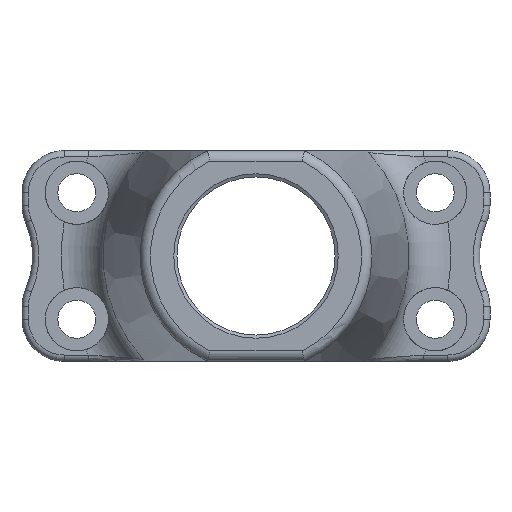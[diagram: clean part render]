
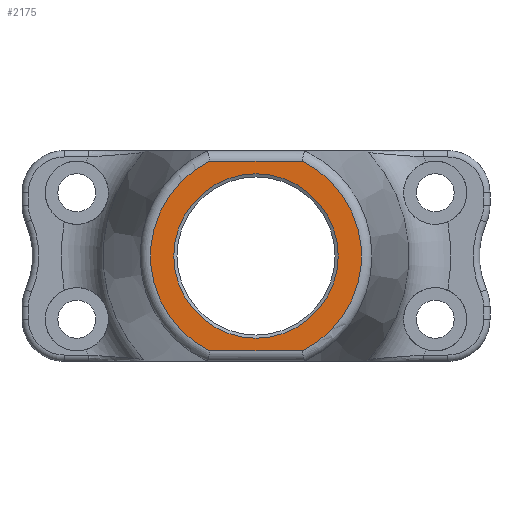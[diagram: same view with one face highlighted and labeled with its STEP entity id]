
A CAD part, front view. The second image highlights one B-rep face of the part: STEP entity #2175.
In plain terms, the highlighted planar face has unit normal (0, -1, 0).
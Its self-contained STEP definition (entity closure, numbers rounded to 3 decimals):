
#82 = ORIENTED_EDGE ( 'NONE', *, *, #188, .T. ) ;
#188 = EDGE_CURVE ( 'NONE', #687, #480, #3048, .T. ) ;
#253 = CARTESIAN_POINT ( 'NONE',  ( 0., -190., 0. ) ) ;
#301 = DIRECTION ( 'NONE',  ( 1., 0., 0. ) ) ;
#314 = CIRCLE ( 'NONE', #2690, 50.041 ) ;
#315 = ORIENTED_EDGE ( 'NONE', *, *, #2757, .T. ) ;
#480 = VERTEX_POINT ( 'NONE', #2958 ) ;
#582 = ORIENTED_EDGE ( 'NONE', *, *, #1768, .T. ) ;
#635 = VECTOR ( 'NONE', #1182, 1000. ) ;
#667 = CARTESIAN_POINT ( 'NONE',  ( -21.889, -190., -45. ) ) ;
#682 = DIRECTION ( 'NONE',  ( 0., 1., 0. ) ) ;
#687 = VERTEX_POINT ( 'NONE', #985 ) ;
#736 = DIRECTION ( 'NONE',  ( 0., 0., 1. ) ) ;
#985 = CARTESIAN_POINT ( 'NONE',  ( 21.889, -190., 45. ) ) ;
#990 = CARTESIAN_POINT ( 'NONE',  ( 0., -190., -45. ) ) ;
#1075 = ORIENTED_EDGE ( 'NONE', *, *, #3255, .T. ) ;
#1116 = PLANE ( 'NONE',  #2764 ) ;
#1142 = VECTOR ( 'NONE', #2355, 1000. ) ;
#1182 = DIRECTION ( 'NONE',  ( -1., 0., 0. ) ) ;
#1266 = ORIENTED_EDGE ( 'NONE', *, *, #3165, .T. ) ;
#1289 = FACE_BOUND ( 'NONE', #1531, .T. ) ;
#1400 = DIRECTION ( 'NONE',  ( 0., -1., 0. ) ) ;
#1531 = EDGE_LOOP ( 'NONE', ( #315 ) ) ;
#1599 = CARTESIAN_POINT ( 'NONE',  ( 0., -190., 0. ) ) ;
#1657 = VERTEX_POINT ( 'NONE', #1850 ) ;
#1706 = DIRECTION ( 'NONE',  ( 0., -1., 0. ) ) ;
#1766 = VERTEX_POINT ( 'NONE', #667 ) ;
#1768 = EDGE_CURVE ( 'NONE', #1766, #1657, #2013, .T. ) ;
#1850 = CARTESIAN_POINT ( 'NONE',  ( 21.889, -190., -45. ) ) ;
#1905 = CIRCLE ( 'NONE', #2579, 50.041 ) ;
#1967 = CARTESIAN_POINT ( 'NONE',  ( 0., -190., 0. ) ) ;
#1988 = CARTESIAN_POINT ( 'NONE',  ( 0., -190., 45. ) ) ;
#1994 = AXIS2_PLACEMENT_3D ( 'NONE', #2968, #682, #736 ) ;
#2013 = LINE ( 'NONE', #990, #1142 ) ;
#2175 = ADVANCED_FACE ( 'NONE', ( #3138, #1289 ), #1116, .T. ) ;
#2213 = DIRECTION ( 'NONE',  ( 0., -1., 0. ) ) ;
#2241 = VERTEX_POINT ( 'NONE', #2243 ) ;
#2243 = CARTESIAN_POINT ( 'NONE',  ( 0., -190., 38.998 ) ) ;
#2355 = DIRECTION ( 'NONE',  ( 1., 0., 0. ) ) ;
#2370 = DIRECTION ( 'NONE',  ( 1., 0., 0. ) ) ;
#2457 = EDGE_LOOP ( 'NONE', ( #1266, #582, #1075, #82 ) ) ;
#2579 = AXIS2_PLACEMENT_3D ( 'NONE', #1599, #1706, #3393 ) ;
#2690 = AXIS2_PLACEMENT_3D ( 'NONE', #253, #2213, #301 ) ;
#2757 = EDGE_CURVE ( 'NONE', #2241, #2241, #3167, .T. ) ;
#2764 = AXIS2_PLACEMENT_3D ( 'NONE', #1967, #1400, #2370 ) ;
#2958 = CARTESIAN_POINT ( 'NONE',  ( -21.889, -190., 45. ) ) ;
#2968 = CARTESIAN_POINT ( 'NONE',  ( 0., -190., 0. ) ) ;
#3048 = LINE ( 'NONE', #1988, #635 ) ;
#3138 = FACE_OUTER_BOUND ( 'NONE', #2457, .T. ) ;
#3165 = EDGE_CURVE ( 'NONE', #480, #1766, #314, .T. ) ;
#3167 = CIRCLE ( 'NONE', #1994, 38.998 ) ;
#3255 = EDGE_CURVE ( 'NONE', #1657, #687, #1905, .T. ) ;
#3393 = DIRECTION ( 'NONE',  ( 1., 0., 0. ) ) ;
